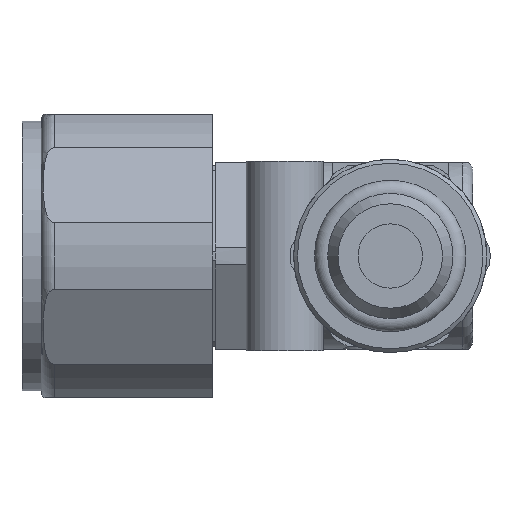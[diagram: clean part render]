
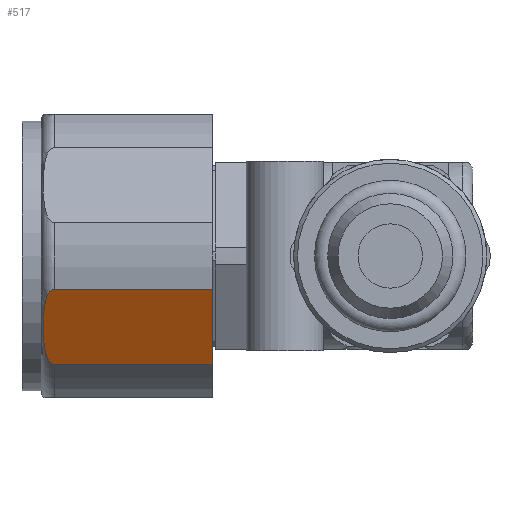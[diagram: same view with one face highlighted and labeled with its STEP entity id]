
A CAD part, left-side view. The second image highlights one B-rep face of the part: STEP entity #517.
In plain terms, the highlighted face is planar.
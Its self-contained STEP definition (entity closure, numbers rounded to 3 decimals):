
#517 = ADVANCED_FACE( '', ( #1126 ), #1127, .F. );
#1126 = FACE_OUTER_BOUND( '', #1888, .T. );
#1127 = PLANE( '', #1889 );
#1888 = EDGE_LOOP( '', ( #3146, #3147, #3148, #3149 ) );
#1889 = AXIS2_PLACEMENT_3D( '', #3150, #3151, #3152 );
#3146 = ORIENTED_EDGE( '', *, *, #4330, .T. );
#3147 = ORIENTED_EDGE( '', *, *, #4206, .F. );
#3148 = ORIENTED_EDGE( '', *, *, #4589, .F. );
#3149 = ORIENTED_EDGE( '', *, *, #4590, .F. );
#3150 = CARTESIAN_POINT( '', ( -11., 18., 6.351 ) );
#3151 = DIRECTION( '', ( 0.5, 0., -0.866 ) );
#3152 = DIRECTION( '', ( -0.866, 0., -0.5 ) );
#4206 = EDGE_CURVE( '', #4948, #4943, #4950, .F. );
#4330 = EDGE_CURVE( '', #5166, #4943, #5167, .T. );
#4589 = EDGE_CURVE( '', #5563, #4948, #5564, .T. );
#4590 = EDGE_CURVE( '', #5166, #5563, #5565, .T. );
#4943 = VERTEX_POINT( '', #6087 );
#4948 = VERTEX_POINT( '', #6093 );
#4950 = LINE( '', #6095, #6096 );
#5166 = VERTEX_POINT( '', #6449 );
#5167 = B_SPLINE_CURVE_WITH_KNOTS( '', 3, ( #6450, #6451, #6452, #6453, #6454, #6455, #6456, #6457, #6458, #6459, #6460, #6461, #6462, #6463, #6464, #6465, #6466, #6467, #6468, #6469, #6470, #6471, #6472, #6473, #6474, #6475, #6476, #6477 ), .UNSPECIFIED., .F., .F., ( 4, 2, 2, 2, 2, 2, 2, 2, 2, 2, 2, 2, 2, 4 ), ( 0., 0., 0., 0.001, 0.001, 0.002, 0.003, 0.004, 0.005, 0.006, 0.006, 0.007, 0.007, 0.007 ), .UNSPECIFIED. );
#5563 = VERTEX_POINT( '', #7453 );
#5564 = LINE( '', #7454, #7455 );
#5565 = LINE( '', #7456, #7457 );
#6087 = CARTESIAN_POINT( '', ( -8.405, 14.1, 7.849 ) );
#6093 = CARTESIAN_POINT( '', ( -8.405, 1.81, 7.849 ) );
#6095 = CARTESIAN_POINT( '', ( -8.405, 0., 7.849 ) );
#6096 = VECTOR( '', #8066, 1000. );
#6449 = CARTESIAN_POINT( '', ( -2.595, 14.1, 11.203 ) );
#6450 = CARTESIAN_POINT( '', ( -2.595, 14.1, 11.203 ) );
#6451 = CARTESIAN_POINT( '', ( -2.595, 14.178, 11.203 ) );
#6452 = CARTESIAN_POINT( '', ( -2.623, 14.251, 11.187 ) );
#6453 = CARTESIAN_POINT( '', ( -2.705, 14.374, 11.14 ) );
#6454 = CARTESIAN_POINT( '', ( -2.756, 14.424, 11.111 ) );
#6455 = CARTESIAN_POINT( '', ( -2.921, 14.555, 11.015 ) );
#6456 = CARTESIAN_POINT( '', ( -3.042, 14.615, 10.945 ) );
#6457 = CARTESIAN_POINT( '', ( -3.291, 14.715, 10.802 ) );
#6458 = CARTESIAN_POINT( '', ( -3.42, 14.753, 10.727 ) );
#6459 = CARTESIAN_POINT( '', ( -3.677, 14.817, 10.579 ) );
#6460 = CARTESIAN_POINT( '', ( -3.806, 14.842, 10.504 ) );
#6461 = CARTESIAN_POINT( '', ( -4.194, 14.903, 10.28 ) );
#6462 = CARTESIAN_POINT( '', ( -4.455, 14.928, 10.13 ) );
#6463 = CARTESIAN_POINT( '', ( -4.978, 14.959, 9.828 ) );
#6464 = CARTESIAN_POINT( '', ( -5.241, 14.966, 9.676 ) );
#6465 = CARTESIAN_POINT( '', ( -5.765, 14.966, 9.373 ) );
#6466 = CARTESIAN_POINT( '', ( -6.028, 14.959, 9.222 ) );
#6467 = CARTESIAN_POINT( '', ( -6.552, 14.927, 8.919 ) );
#6468 = CARTESIAN_POINT( '', ( -6.814, 14.902, 8.768 ) );
#6469 = CARTESIAN_POINT( '', ( -7.334, 14.819, 8.468 ) );
#6470 = CARTESIAN_POINT( '', ( -7.593, 14.762, 8.318 ) );
#6471 = CARTESIAN_POINT( '', ( -7.964, 14.612, 8.104 ) );
#6472 = CARTESIAN_POINT( '', ( -8.085, 14.551, 8.034 ) );
#6473 = CARTESIAN_POINT( '', ( -8.248, 14.421, 7.94 ) );
#6474 = CARTESIAN_POINT( '', ( -8.298, 14.371, 7.911 ) );
#6475 = CARTESIAN_POINT( '', ( -8.377, 14.249, 7.865 ) );
#6476 = CARTESIAN_POINT( '', ( -8.405, 14.177, 7.849 ) );
#6477 = CARTESIAN_POINT( '', ( -8.405, 14.1, 7.849 ) );
#7453 = CARTESIAN_POINT( '', ( -2.595, 1.81, 11.203 ) );
#7454 = CARTESIAN_POINT( '', ( 3.125, 1.81, 14.506 ) );
#7455 = VECTOR( '', #8520, 1000. );
#7456 = CARTESIAN_POINT( '', ( -2.595, 0., 11.203 ) );
#7457 = VECTOR( '', #8521, 1000. );
#8066 = DIRECTION( '', ( 0., -1., 0. ) );
#8520 = DIRECTION( '', ( -0.866, 0., -0.5 ) );
#8521 = DIRECTION( '', ( 0., -1., 0. ) );
